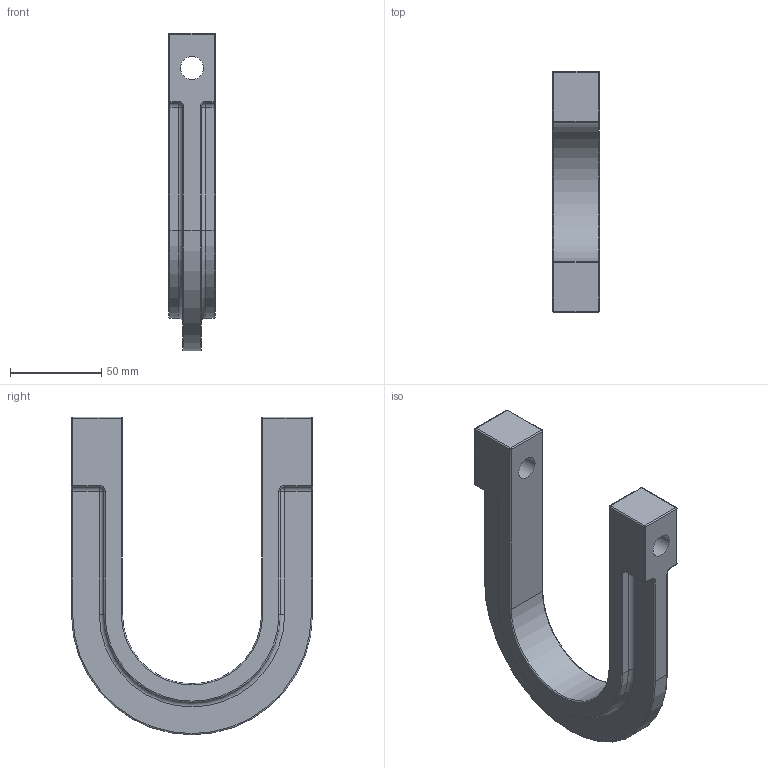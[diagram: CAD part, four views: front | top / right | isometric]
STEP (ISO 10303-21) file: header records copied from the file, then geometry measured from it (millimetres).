
FILE_DESCRIPTION(/* description */ (''),/* implementation_level */ '2;1');
FILE_NAME(/* name */ 'C-Frame.step',/* time_stamp */ '2021-04-14T11:17:09-06:00',/* author */ (''),/* organization */ (''),/* preprocessor_version */ 'ST-DEVELOPER v18.1',/* originating_system */ 'Autodesk Translation Framework v10.6.0.1341',/* authorisation */ '');
FILE_SCHEMA (('AUTOMOTIVE_DESIGN { 1 0 10303 214 3 1 1 }'));
Length unit declared in the file: inch
Products named in the file (1): C-Frame
Bounding box: 25.4 x 132.08 x 173.99 mm (x, y, z)
Volume: 176460.4 mm3; surface area: 41923.9 mm2
Topology: 1 solids, 1 shells, 100 faces, 214 edges, 116 vertices
Faces by surface type: cylinder 50, plane 18, sphere 16, torus 16
Full cylindrical faces by diameter (mm): 12.7 x2
Entity records: 2704 total; most frequent: DIRECTION 532, CARTESIAN_POINT 431, ORIENTED_EDGE 428, AXIS2_PLACEMENT_3D 217, EDGE_CURVE 214, CIRCLE 116, VERTEX_POINT 116, EDGE_LOOP 104
